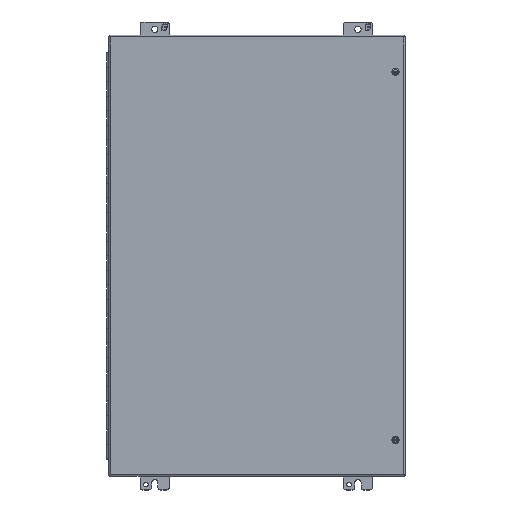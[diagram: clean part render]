
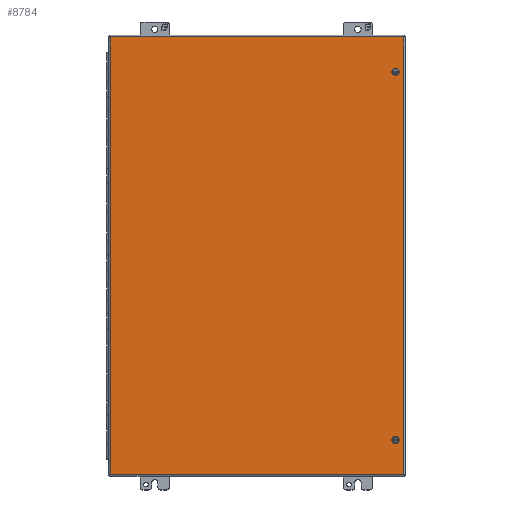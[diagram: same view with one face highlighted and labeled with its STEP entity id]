
A CAD part, top view. The second image highlights one B-rep face of the part: STEP entity #8784.
In plain terms, the highlighted planar face has unit normal (0, 0, 1).
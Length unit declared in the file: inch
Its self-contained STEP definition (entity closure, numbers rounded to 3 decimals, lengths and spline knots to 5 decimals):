
#765 = CARTESIAN_POINT ( 'NONE',  ( 10.16998, -15.0795, 7.172 ) ) ;
#1012 = AXIS2_PLACEMENT_3D ( 'NONE', #6306, #6514, #15775 ) ;
#1046 = ORIENTED_EDGE ( 'NONE', *, *, #21718, .T. ) ;
#1055 = CARTESIAN_POINT ( 'NONE',  ( 9.58998, 12.5535, 7.172 ) ) ;
#1395 = AXIS2_PLACEMENT_3D ( 'NONE', #17769, #24687, #10495 ) ;
#1406 = CIRCLE ( 'NONE', #1395, 0.133 ) ;
#1413 = CARTESIAN_POINT ( 'NONE',  ( 10.16998, -15.0795, 7.172 ) ) ;
#1416 = EDGE_CURVE ( 'NONE', #21217, #8882, #23908, .T. ) ;
#1717 = VERTEX_POINT ( 'NONE', #14723 ) ;
#2121 = EDGE_CURVE ( 'NONE', #1717, #24543, #13132, .T. ) ;
#2626 = LINE ( 'NONE', #27058, #19372 ) ;
#2757 = EDGE_LOOP ( 'NONE', ( #15607, #21148 ) ) ;
#4186 = CARTESIAN_POINT ( 'NONE',  ( 9.58998, 12.6865, 7.172 ) ) ;
#4205 = VERTEX_POINT ( 'NONE', #1413 ) ;
#4617 = AXIS2_PLACEMENT_3D ( 'NONE', #4186, #6291, #27728 ) ;
#5154 = FACE_OUTER_BOUND ( 'NONE', #7788, .T. ) ;
#6032 = CARTESIAN_POINT ( 'NONE',  ( 9.58998, -12.6865, 7.172 ) ) ;
#6291 = DIRECTION ( 'NONE',  ( 0., 0., -1. ) ) ;
#6306 = CARTESIAN_POINT ( 'NONE',  ( 9.58998, -12.6865, 7.172 ) ) ;
#6312 = LINE ( 'NONE', #765, #30020 ) ;
#6348 = CARTESIAN_POINT ( 'NONE',  ( -10.05202, -15.0795, 7.172 ) ) ;
#6498 = EDGE_LOOP ( 'NONE', ( #18120, #8330 ) ) ;
#6514 = DIRECTION ( 'NONE',  ( 0., 0., -1. ) ) ;
#7752 = CARTESIAN_POINT ( 'NONE',  ( -10.05202, 15.0795, 7.172 ) ) ;
#7788 = EDGE_LOOP ( 'NONE', ( #1046, #13908, #27883, #15400 ) ) ;
#7871 = EDGE_CURVE ( 'NONE', #9051, #4205, #2626, .T. ) ;
#8330 = ORIENTED_EDGE ( 'NONE', *, *, #17115, .T. ) ;
#8504 = LINE ( 'NONE', #22364, #24070 ) ;
#8784 = ADVANCED_FACE ( 'NONE', ( #5154, #21532, #13745 ), #28845, .T. ) ;
#8882 = VERTEX_POINT ( 'NONE', #20164 ) ;
#9051 = VERTEX_POINT ( 'NONE', #6348 ) ;
#10020 = CARTESIAN_POINT ( 'NONE',  ( 9.58998, 12.8195, 7.172 ) ) ;
#10361 = DIRECTION ( 'NONE',  ( 0., 1., 0. ) ) ;
#10495 = DIRECTION ( 'NONE',  ( 0., -1., 0. ) ) ;
#10512 = DIRECTION ( 'NONE',  ( 0., -1., 0. ) ) ;
#13132 = LINE ( 'NONE', #7752, #26446 ) ;
#13745 = FACE_BOUND ( 'NONE', #6498, .T. ) ;
#13908 = ORIENTED_EDGE ( 'NONE', *, *, #2121, .T. ) ;
#14700 = DIRECTION ( 'NONE',  ( 0., -1., 0. ) ) ;
#14723 = CARTESIAN_POINT ( 'NONE',  ( 10.16998, 15.0795, 7.172 ) ) ;
#14994 = DIRECTION ( 'NONE',  ( 0., 0., 1. ) ) ;
#15118 = DIRECTION ( 'NONE',  ( -1., 0., 0. ) ) ;
#15400 = ORIENTED_EDGE ( 'NONE', *, *, #7871, .T. ) ;
#15607 = ORIENTED_EDGE ( 'NONE', *, *, #23659, .T. ) ;
#15775 = DIRECTION ( 'NONE',  ( 0., -1., 0. ) ) ;
#15876 = CARTESIAN_POINT ( 'NONE',  ( -10.05202, 15.0795, 7.172 ) ) ;
#16027 = CARTESIAN_POINT ( 'NONE',  ( 9.58998, -12.8195, 7.172 ) ) ;
#17115 = EDGE_CURVE ( 'NONE', #8882, #21217, #23070, .T. ) ;
#17492 = DIRECTION ( 'NONE',  ( 0., -1., 0. ) ) ;
#17616 = AXIS2_PLACEMENT_3D ( 'NONE', #6032, #22457, #10512 ) ;
#17769 = CARTESIAN_POINT ( 'NONE',  ( 9.58998, 12.6865, 7.172 ) ) ;
#18120 = ORIENTED_EDGE ( 'NONE', *, *, #1416, .T. ) ;
#18948 = VERTEX_POINT ( 'NONE', #1055 ) ;
#19372 = VECTOR ( 'NONE', #29445, 39.37008 ) ;
#19402 = VERTEX_POINT ( 'NONE', #10020 ) ;
#19755 = CARTESIAN_POINT ( 'NONE',  ( -10.05202, -15.0795, 7.172 ) ) ;
#20164 = CARTESIAN_POINT ( 'NONE',  ( 9.58998, -12.5535, 7.172 ) ) ;
#21148 = ORIENTED_EDGE ( 'NONE', *, *, #30665, .T. ) ;
#21217 = VERTEX_POINT ( 'NONE', #16027 ) ;
#21532 = FACE_BOUND ( 'NONE', #2757, .T. ) ;
#21718 = EDGE_CURVE ( 'NONE', #4205, #1717, #6312, .T. ) ;
#22297 = EDGE_CURVE ( 'NONE', #24543, #9051, #8504, .T. ) ;
#22364 = CARTESIAN_POINT ( 'NONE',  ( -10.05202, -15.0795, 7.172 ) ) ;
#22457 = DIRECTION ( 'NONE',  ( 0., 0., -1. ) ) ;
#22516 = CIRCLE ( 'NONE', #4617, 0.133 ) ;
#22528 = AXIS2_PLACEMENT_3D ( 'NONE', #19755, #14994, #14700 ) ;
#23070 = CIRCLE ( 'NONE', #17616, 0.133 ) ;
#23659 = EDGE_CURVE ( 'NONE', #18948, #19402, #22516, .T. ) ;
#23908 = CIRCLE ( 'NONE', #1012, 0.133 ) ;
#24070 = VECTOR ( 'NONE', #17492, 39.37008 ) ;
#24543 = VERTEX_POINT ( 'NONE', #15876 ) ;
#24687 = DIRECTION ( 'NONE',  ( 0., 0., -1. ) ) ;
#26446 = VECTOR ( 'NONE', #15118, 39.37008 ) ;
#27058 = CARTESIAN_POINT ( 'NONE',  ( -10.05202, -15.0795, 7.172 ) ) ;
#27728 = DIRECTION ( 'NONE',  ( 0., -1., 0. ) ) ;
#27883 = ORIENTED_EDGE ( 'NONE', *, *, #22297, .T. ) ;
#28845 = PLANE ( 'NONE',  #22528 ) ;
#29445 = DIRECTION ( 'NONE',  ( 1., 0., 0. ) ) ;
#30020 = VECTOR ( 'NONE', #10361, 39.37008 ) ;
#30665 = EDGE_CURVE ( 'NONE', #19402, #18948, #1406, .T. ) ;
